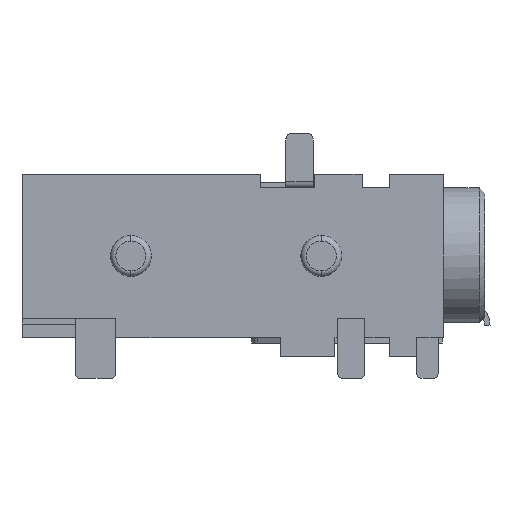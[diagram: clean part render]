
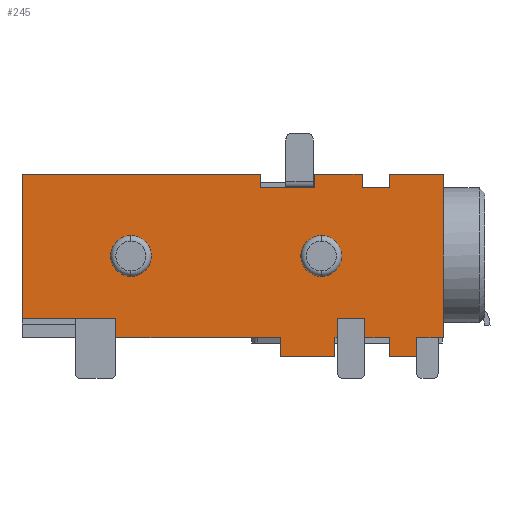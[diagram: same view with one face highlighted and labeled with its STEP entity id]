
A CAD part, front view. The second image highlights one B-rep face of the part: STEP entity #245.
In plain terms, the highlighted planar face has unit normal (0, -1, 0).
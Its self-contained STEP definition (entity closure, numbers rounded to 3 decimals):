
#245=ADVANCED_FACE('NONE',(#656,#657,#658),#659,.T.);
#656=FACE_OUTER_BOUND('',#1235,.T.);
#657=FACE_BOUND('',#1236,.T.);
#658=FACE_BOUND('',#1237,.T.);
#659=PLANE('',#1238);
#1235=EDGE_LOOP('',(#1907,#1908,#1909,#1910,#1911,#1912,#1913,#1914,#1915,#1916,#1917,#1918,#1919,#1920,#1921,#1922,#1923,#1924,#1925,#1926,#1927,#1928,#1929,#1930,#1931,#1932,#1933,#1934,#1935,#1936));
#1236=EDGE_LOOP('',(#1937,#1938));
#1237=EDGE_LOOP('',(#1939,#1940));
#1238=AXIS2_PLACEMENT_3D('',#1941,#1942,#1943);
#1907=ORIENTED_EDGE('',*,*,#3661,.F.);
#1908=ORIENTED_EDGE('',*,*,#3637,.T.);
#1909=ORIENTED_EDGE('',*,*,#3662,.T.);
#1910=ORIENTED_EDGE('',*,*,#3663,.T.);
#1911=ORIENTED_EDGE('',*,*,#3664,.T.);
#1912=ORIENTED_EDGE('',*,*,#3665,.T.);
#1913=ORIENTED_EDGE('',*,*,#3666,.T.);
#1914=ORIENTED_EDGE('',*,*,#3667,.T.);
#1915=ORIENTED_EDGE('',*,*,#3668,.T.);
#1916=ORIENTED_EDGE('',*,*,#3669,.F.);
#1917=ORIENTED_EDGE('',*,*,#3670,.T.);
#1918=ORIENTED_EDGE('',*,*,#3671,.T.);
#1919=ORIENTED_EDGE('',*,*,#3672,.T.);
#1920=ORIENTED_EDGE('',*,*,#3673,.T.);
#1921=ORIENTED_EDGE('',*,*,#3674,.T.);
#1922=ORIENTED_EDGE('',*,*,#3675,.T.);
#1923=ORIENTED_EDGE('',*,*,#3676,.T.);
#1924=ORIENTED_EDGE('',*,*,#3677,.T.);
#1925=ORIENTED_EDGE('',*,*,#3678,.F.);
#1926=ORIENTED_EDGE('',*,*,#3679,.F.);
#1927=ORIENTED_EDGE('',*,*,#3680,.F.);
#1928=ORIENTED_EDGE('',*,*,#3681,.T.);
#1929=ORIENTED_EDGE('',*,*,#3682,.T.);
#1930=ORIENTED_EDGE('',*,*,#3683,.T.);
#1931=ORIENTED_EDGE('',*,*,#3684,.F.);
#1932=ORIENTED_EDGE('',*,*,#3685,.T.);
#1933=ORIENTED_EDGE('',*,*,#3686,.T.);
#1934=ORIENTED_EDGE('',*,*,#3687,.T.);
#1935=ORIENTED_EDGE('',*,*,#3688,.F.);
#1936=ORIENTED_EDGE('',*,*,#3689,.T.);
#1937=ORIENTED_EDGE('',*,*,#3690,.F.);
#1938=ORIENTED_EDGE('',*,*,#3616,.F.);
#1939=ORIENTED_EDGE('',*,*,#3691,.F.);
#1940=ORIENTED_EDGE('',*,*,#3612,.F.);
#1941=CARTESIAN_POINT('',(-15.5,-2.5,3.0));
#1942=DIRECTION('',(0.0,-1.0,0.0));
#1943=DIRECTION('',(0.0,0.0,-1.0));
#3612=EDGE_CURVE('NONE',#4363,#4365,#4366,.T.);
#3616=EDGE_CURVE('NONE',#4369,#4371,#4372,.T.);
#3637=EDGE_CURVE('NONE',#4406,#4404,#4407,.T.);
#3661=EDGE_CURVE('NONE',#4406,#4450,#4451,.T.);
#3662=EDGE_CURVE('NONE',#4404,#4452,#4453,.T.);
#3663=EDGE_CURVE('NONE',#4452,#4454,#4455,.T.);
#3664=EDGE_CURVE('NONE',#4454,#4456,#4457,.T.);
#3665=EDGE_CURVE('NONE',#4456,#4458,#4459,.T.);
#3666=EDGE_CURVE('NONE',#4458,#4460,#4461,.T.);
#3667=EDGE_CURVE('NONE',#4460,#4462,#4463,.T.);
#3668=EDGE_CURVE('NONE',#4462,#4464,#4465,.T.);
#3669=EDGE_CURVE('NONE',#4466,#4464,#4467,.T.);
#3670=EDGE_CURVE('NONE',#4466,#4468,#4469,.T.);
#3671=EDGE_CURVE('NONE',#4468,#4470,#4471,.T.);
#3672=EDGE_CURVE('NONE',#4470,#4472,#4473,.T.);
#3673=EDGE_CURVE('NONE',#4472,#4474,#4475,.T.);
#3674=EDGE_CURVE('NONE',#4474,#4476,#4477,.T.);
#3675=EDGE_CURVE('NONE',#4476,#4478,#4479,.T.);
#3676=EDGE_CURVE('NONE',#4478,#4480,#4481,.T.);
#3677=EDGE_CURVE('NONE',#4480,#4482,#4483,.T.);
#3678=EDGE_CURVE('NONE',#4391,#4482,#4484,.T.);
#3679=EDGE_CURVE('NONE',#4485,#4391,#4486,.T.);
#3680=EDGE_CURVE('NONE',#4487,#4485,#4488,.T.);
#3681=EDGE_CURVE('NONE',#4487,#4489,#4490,.T.);
#3682=EDGE_CURVE('NONE',#4489,#4491,#4492,.T.);
#3683=EDGE_CURVE('NONE',#4491,#4493,#4494,.T.);
#3684=EDGE_CURVE('NONE',#4495,#4493,#4496,.T.);
#3685=EDGE_CURVE('NONE',#4495,#4497,#4498,.T.);
#3686=EDGE_CURVE('NONE',#4497,#4499,#4500,.T.);
#3687=EDGE_CURVE('NONE',#4499,#4501,#4502,.T.);
#3688=EDGE_CURVE('NONE',#4503,#4501,#4504,.T.);
#3689=EDGE_CURVE('NONE',#4503,#4450,#4505,.T.);
#3690=EDGE_CURVE('NONE',#4371,#4369,#4506,.T.);
#3691=EDGE_CURVE('NONE',#4365,#4363,#4507,.T.);
#4363=VERTEX_POINT('NONE',#5442);
#4365=VERTEX_POINT('NONE',#5445);
#4366=CIRCLE('',#5446,0.75);
#4369=VERTEX_POINT('NONE',#5450);
#4371=VERTEX_POINT('NONE',#5453);
#4372=CIRCLE('',#5454,0.75);
#4391=VERTEX_POINT('NONE',#5481);
#4404=VERTEX_POINT('NONE',#5498);
#4406=VERTEX_POINT('NONE',#5501);
#4407=LINE('',#5502,#5503);
#4450=VERTEX_POINT('NONE',#5567);
#4451=LINE('',#5568,#5569);
#4452=VERTEX_POINT('NONE',#5570);
#4453=LINE('',#5571,#5572);
#4454=VERTEX_POINT('NONE',#5573);
#4455=LINE('',#5574,#5575);
#4456=VERTEX_POINT('NONE',#5576);
#4457=LINE('',#5577,#5578);
#4458=VERTEX_POINT('NONE',#5579);
#4459=LINE('',#5580,#5581);
#4460=VERTEX_POINT('NONE',#5582);
#4461=LINE('',#5583,#5584);
#4462=VERTEX_POINT('NONE',#5585);
#4463=LINE('',#5586,#5587);
#4464=VERTEX_POINT('NONE',#5588);
#4465=LINE('',#5589,#5590);
#4466=VERTEX_POINT('NONE',#5591);
#4467=LINE('',#5592,#5593);
#4468=VERTEX_POINT('NONE',#5594);
#4469=LINE('',#5595,#5596);
#4470=VERTEX_POINT('NONE',#5597);
#4471=LINE('',#5598,#5599);
#4472=VERTEX_POINT('NONE',#5600);
#4473=LINE('',#5601,#5602);
#4474=VERTEX_POINT('NONE',#5603);
#4475=LINE('',#5604,#5605);
#4476=VERTEX_POINT('NONE',#5606);
#4477=LINE('',#5607,#5608);
#4478=VERTEX_POINT('NONE',#5609);
#4479=LINE('',#5610,#5611);
#4480=VERTEX_POINT('NONE',#5612);
#4481=LINE('',#5613,#5614);
#4482=VERTEX_POINT('NONE',#5615);
#4483=LINE('',#5616,#5617);
#4484=LINE('',#5618,#5619);
#4485=VERTEX_POINT('NONE',#5620);
#4486=LINE('',#5621,#5622);
#4487=VERTEX_POINT('NONE',#5623);
#4488=LINE('',#5624,#5625);
#4489=VERTEX_POINT('NONE',#5626);
#4490=LINE('',#5627,#5628);
#4491=VERTEX_POINT('NONE',#5629);
#4492=LINE('',#5630,#5631);
#4493=VERTEX_POINT('NONE',#5632);
#4494=LINE('',#5633,#5634);
#4495=VERTEX_POINT('NONE',#5635);
#4496=LINE('',#5636,#5637);
#4497=VERTEX_POINT('NONE',#5638);
#4498=LINE('',#5639,#5640);
#4499=VERTEX_POINT('NONE',#5641);
#4500=LINE('',#5642,#5643);
#4501=VERTEX_POINT('NONE',#5644);
#4502=LINE('',#5645,#5646);
#4503=VERTEX_POINT('NONE',#5647);
#4504=LINE('',#5648,#5649);
#4505=LINE('',#5650,#5651);
#4506=CIRCLE('',#5652,0.75);
#4507=CIRCLE('',#5653,0.75);
#5442=CARTESIAN_POINT('',(-11.5,-2.5,-0.75));
#5445=CARTESIAN_POINT('',(-11.5,-2.5,0.75));
#5446=AXIS2_PLACEMENT_3D('',#6936,#6937,#6938);
#5450=CARTESIAN_POINT('',(-4.5,-2.5,-0.75));
#5453=CARTESIAN_POINT('',(-4.5,-2.5,0.75));
#5454=AXIS2_PLACEMENT_3D('',#6941,#6942,#6943);
#5481=CARTESIAN_POINT('',(0.0,-2.5,0.0));
#5498=CARTESIAN_POINT('',(-13.55,-2.5,-2.3));
#5501=CARTESIAN_POINT('',(-13.55,-2.5,-2.28));
#5502=CARTESIAN_POINT('',(-13.55,-2.5,-2.52));
#5503=VECTOR('',#6969,1000.0);
#5567=CARTESIAN_POINT('',(-15.5,-2.5,-2.28));
#5568=CARTESIAN_POINT('',(-6.882,-2.5,-2.28));
#5569=VECTOR('',#6991,1000.0);
#5570=CARTESIAN_POINT('',(-12.05,-2.5,-2.3));
#5571=CARTESIAN_POINT('',(-15.5,-2.5,-2.3));
#5572=VECTOR('',#6992,1000.0);
#5573=CARTESIAN_POINT('',(-12.05,-2.5,-3.));
#5574=CARTESIAN_POINT('',(-12.05,-2.5,3.0));
#5575=VECTOR('',#6993,1000.0);
#5576=CARTESIAN_POINT('',(-6.0,-2.5,-3.0));
#5577=CARTESIAN_POINT('',(-6.0,-2.5,-3.0));
#5578=VECTOR('',#6994,1000.0);
#5579=CARTESIAN_POINT('',(-6.0,-2.5,-3.7));
#5580=CARTESIAN_POINT('',(-6.0,-2.5,-3.7));
#5581=VECTOR('',#6995,1000.0);
#5582=CARTESIAN_POINT('',(-4.0,-2.5,-3.7));
#5583=CARTESIAN_POINT('',(-15.5,-2.5,-3.7));
#5584=VECTOR('',#6996,1000.0);
#5585=CARTESIAN_POINT('',(-4.0,-2.5,-3.0));
#5586=CARTESIAN_POINT('',(-4.0,-2.5,-3.7));
#5587=VECTOR('',#6997,1000.0);
#5588=CARTESIAN_POINT('',(-3.9,-2.5,-3.0));
#5589=CARTESIAN_POINT('',(-2.0,-2.5,-3.0));
#5590=VECTOR('',#6998,1000.0);
#5591=CARTESIAN_POINT('',(-3.9,-2.5,-2.3));
#5592=CARTESIAN_POINT('',(-3.9,-2.5,3.0));
#5593=VECTOR('',#6999,1000.0);
#5594=CARTESIAN_POINT('',(-2.9,-2.5,-2.3));
#5595=CARTESIAN_POINT('',(-15.5,-2.5,-2.3));
#5596=VECTOR('',#7000,1000.0);
#5597=CARTESIAN_POINT('',(-2.9,-2.5,-3.0));
#5598=CARTESIAN_POINT('',(-2.9,-2.5,3.0));
#5599=VECTOR('',#7001,1000.0);
#5600=CARTESIAN_POINT('',(-2.0,-2.5,-3.0));
#5601=CARTESIAN_POINT('',(-2.0,-2.5,-3.0));
#5602=VECTOR('',#7002,1000.0);
#5603=CARTESIAN_POINT('',(-2.0,-2.5,-3.7));
#5604=CARTESIAN_POINT('',(-2.0,-2.5,-3.7));
#5605=VECTOR('',#7003,1000.0);
#5606=CARTESIAN_POINT('',(-1.,-2.5,-3.7));
#5607=CARTESIAN_POINT('',(-15.5,-2.5,-3.7));
#5608=VECTOR('',#7004,1000.0);
#5609=CARTESIAN_POINT('',(-1.0,-2.5,-3.0));
#5610=CARTESIAN_POINT('',(-1.0,-2.5,-3.7));
#5611=VECTOR('',#7005,1000.0);
#5612=CARTESIAN_POINT('',(-0.2,-2.5,-3.0));
#5613=CARTESIAN_POINT('',(-1.0,-2.5,-3.0));
#5614=VECTOR('',#7006,1000.0);
#5615=CARTESIAN_POINT('',(0.0,-2.5,-3.0));
#5616=CARTESIAN_POINT('',(-1.0,-2.5,-3.0));
#5617=VECTOR('',#7007,1000.0);
#5618=CARTESIAN_POINT('',(0.0,-2.5,3.0));
#5619=VECTOR('',#7008,1000.0);
#5620=CARTESIAN_POINT('',(0.0,-2.5,3.0));
#5621=CARTESIAN_POINT('',(0.0,-2.5,3.0));
#5622=VECTOR('',#7009,1000.0);
#5623=CARTESIAN_POINT('',(-2.0,-2.5,3.0));
#5624=CARTESIAN_POINT('',(-15.5,-2.5,3.0));
#5625=VECTOR('',#7010,1000.0);
#5626=CARTESIAN_POINT('',(-2.0,-2.5,2.5));
#5627=CARTESIAN_POINT('',(-2.0,-2.5,3.0));
#5628=VECTOR('',#7011,1000.0);
#5629=CARTESIAN_POINT('',(-3.0,-2.5,2.5));
#5630=CARTESIAN_POINT('',(-2.0,-2.5,2.5));
#5631=VECTOR('',#7012,1000.0);
#5632=CARTESIAN_POINT('',(-3.0,-2.5,3.0));
#5633=CARTESIAN_POINT('',(-3.0,-2.5,3.0));
#5634=VECTOR('',#7013,1000.0);
#5635=CARTESIAN_POINT('',(-4.75,-2.5,3.0));
#5636=CARTESIAN_POINT('',(-15.5,-2.5,3.0));
#5637=VECTOR('',#7014,1000.0);
#5638=CARTESIAN_POINT('',(-4.75,-2.5,2.5));
#5639=CARTESIAN_POINT('',(-4.75,-2.5,3.0));
#5640=VECTOR('',#7015,1000.0);
#5641=CARTESIAN_POINT('',(-6.75,-2.5,2.5));
#5642=CARTESIAN_POINT('',(-4.75,-2.5,2.5));
#5643=VECTOR('',#7016,1000.0);
#5644=CARTESIAN_POINT('',(-6.75,-2.5,3.0));
#5645=CARTESIAN_POINT('',(-6.75,-2.5,3.0));
#5646=VECTOR('',#7017,1000.0);
#5647=CARTESIAN_POINT('',(-15.5,-2.5,3.0));
#5648=CARTESIAN_POINT('',(-15.5,-2.5,3.0));
#5649=VECTOR('',#7018,1000.0);
#5650=CARTESIAN_POINT('',(-15.5,-2.5,3.0));
#5651=VECTOR('',#7019,1000.0);
#5652=AXIS2_PLACEMENT_3D('',#7020,#7021,#7022);
#5653=AXIS2_PLACEMENT_3D('',#7023,#7024,#7025);
#6936=CARTESIAN_POINT('',(-11.5,-2.5,0.));
#6937=DIRECTION('',(0.0,-1.0,0.0));
#6938=DIRECTION('',(0.0,0.0,-1.0));
#6941=CARTESIAN_POINT('',(-4.5,-2.5,0.));
#6942=DIRECTION('',(0.0,-1.0,0.0));
#6943=DIRECTION('',(0.0,0.0,-1.0));
#6969=DIRECTION('',(0.0,0.0,-1.0));
#6991=DIRECTION('',(-1.0,-0.0,-0.0));
#6992=DIRECTION('',(1.0,0.0,0.0));
#6993=DIRECTION('',(0.0,0.0,-1.0));
#6994=DIRECTION('',(1.0,-0.0,-0.0));
#6995=DIRECTION('',(-0.0,-0.0,-1.0));
#6996=DIRECTION('',(1.0,0.0,0.0));
#6997=DIRECTION('',(0.0,0.0,1.0));
#6998=DIRECTION('',(1.0,-0.0,-0.0));
#6999=DIRECTION('',(0.0,0.0,-1.0));
#7000=DIRECTION('',(1.0,0.0,0.0));
#7001=DIRECTION('',(0.0,0.0,-1.0));
#7002=DIRECTION('',(1.0,-0.0,-0.0));
#7003=DIRECTION('',(-0.0,-0.0,-1.0));
#7004=DIRECTION('',(1.0,0.0,0.0));
#7005=DIRECTION('',(0.,0.0,1.0));
#7006=DIRECTION('',(1.0,0.0,0.));
#7007=DIRECTION('',(1.0,0.0,0.));
#7008=DIRECTION('',(0.0,0.0,-1.0));
#7009=DIRECTION('',(0.0,0.0,-1.0));
#7010=DIRECTION('',(1.0,0.0,0.0));
#7011=DIRECTION('',(0.,0.0,-1.0));
#7012=DIRECTION('',(-1.0,0.0,0.0));
#7013=DIRECTION('',(-0.0,-0.0,1.0));
#7014=DIRECTION('',(1.0,0.0,0.0));
#7015=DIRECTION('',(0.,0.0,-1.0));
#7016=DIRECTION('',(-1.0,0.0,0.0));
#7017=DIRECTION('',(0.,-0.0,1.0));
#7018=DIRECTION('',(1.0,0.0,0.0));
#7019=DIRECTION('',(0.0,0.0,-1.0));
#7020=CARTESIAN_POINT('',(-4.5,-2.5,0.));
#7021=DIRECTION('',(0.0,-1.0,0.0));
#7022=DIRECTION('',(0.0,0.0,-1.0));
#7023=CARTESIAN_POINT('',(-11.5,-2.5,0.));
#7024=DIRECTION('',(0.0,-1.0,0.0));
#7025=DIRECTION('',(0.0,0.0,-1.0));
